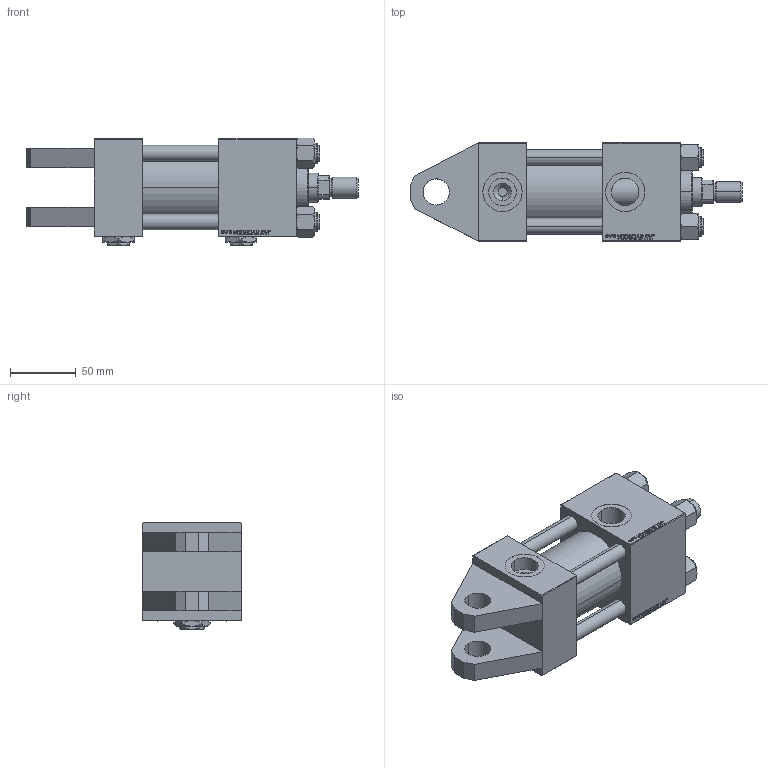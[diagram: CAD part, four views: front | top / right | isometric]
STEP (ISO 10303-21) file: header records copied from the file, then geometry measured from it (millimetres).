
FILE_DESCRIPTION (( 'STEP AP203' ), '1' );
FILE_NAME ('857c.STEP', '2023-08-22T18:12:35', ( '' ), ( '' ), 'SwSTEP 2.0', 'SolidWorks 2019', '' );
FILE_SCHEMA (( 'CONFIG_CONTROL_DESIGN' ));
Length unit declared in the file: millimetre
Products named in the file (8): V215_VC_A 3a8a1bee7f6fc8e80288f0ea71ea7587; NUT_M5_H 3a8a1bee7f6fc8e80288f0ea71ea7587; V215CR_TYCINKA_H 3a8a1bee7f6fc8e80288f0ea71ea7587; 857c; Zatka_pro_OIL_PORT 3a8a1bee7f6fc8e80288f0ea71ea7587; ROD_END_AH 3a8a1bee7f6fc8e80288f0ea71ea7587; V215CR_VCP_H 3a8a1bee7f6fc8e80288f0ea71ea7587; V215CR_H_Body 3a8a1bee7f6fc8e80288f0ea71ea7587
Assembly tree (14 placements, depth 2):
  857c
    V215CR_H_Body 3a8a1bee7f6fc8e80288f0ea71ea7587
    V215CR_VCP_H 3a8a1bee7f6fc8e80288f0ea71ea7587
    V215CR_TYCINKA_H 3a8a1bee7f6fc8e80288f0ea71ea7587  x4
    NUT_M5_H 3a8a1bee7f6fc8e80288f0ea71ea7587  x4
    V215_VC_A 3a8a1bee7f6fc8e80288f0ea71ea7587
    ROD_END_AH 3a8a1bee7f6fc8e80288f0ea71ea7587
    Zatka_pro_OIL_PORT 3a8a1bee7f6fc8e80288f0ea71ea7587  x2
Bounding box: 253 x 75 x 82.27 mm (x, y, z)
Volume: 732867.4 mm3; surface area: 168992.8 mm2
Topology: 14 solids, 14 shells, 1243 faces, 3088 edges, 1991 vertices
Faces by surface type: plane 569, bspline 392, cone 174, cylinder 98, torus 10
Entity records: 52180 total; most frequent: CARTESIAN_POINT 27708, ORIENTED_EDGE 5476, DIRECTION 3530, EDGE_CURVE 2738, VERTEX_POINT 1789, LINE 1624, VECTOR 1624, EDGE_LOOP 1217
